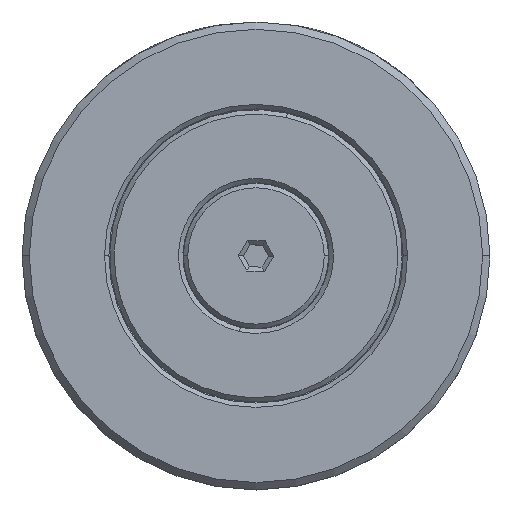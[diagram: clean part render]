
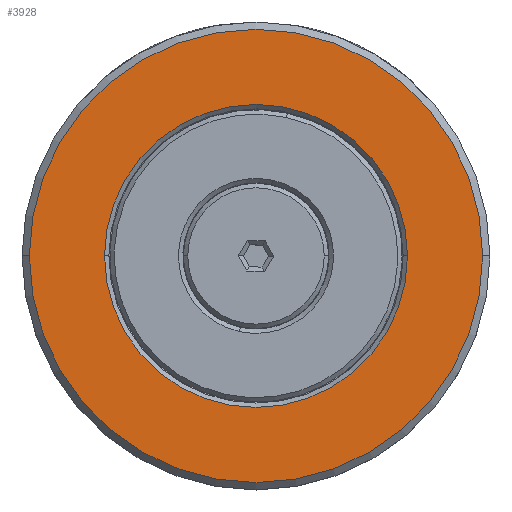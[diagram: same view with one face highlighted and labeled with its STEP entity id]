
A CAD part, top view. The second image highlights one B-rep face of the part: STEP entity #3928.
In plain terms, the highlighted planar face has unit normal (0, 0, 1).
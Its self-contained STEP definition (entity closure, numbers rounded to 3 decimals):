
#167 = CARTESIAN_POINT ( 'NONE',  ( -9.356, 5.835, 5.165 ) ) ;
#209 = AXIS2_PLACEMENT_3D ( 'NONE', #4227, #6217, #2274 ) ;
#714 = DIRECTION ( 'NONE',  ( 1., 0., 0. ) ) ;
#776 = CARTESIAN_POINT ( 'NONE',  ( 6.144, 5.835, 5.165 ) ) ;
#1127 = CARTESIAN_POINT ( 'NONE',  ( 16.504, 5.835, 5.165 ) ) ;
#1263 = CARTESIAN_POINT ( 'NONE',  ( 6.144, 5.835, 5.165 ) ) ;
#1300 = DIRECTION ( 'NONE',  ( 0., 0., 1. ) ) ;
#1511 = AXIS2_PLACEMENT_3D ( 'NONE', #4242, #1300, #6200 ) ;
#1555 = CARTESIAN_POINT ( 'NONE',  ( 21.644, 5.835, 5.165 ) ) ;
#1738 = CIRCLE ( 'NONE', #2563, 10.36 ) ;
#1982 = DIRECTION ( 'NONE',  ( 0., 0., -1. ) ) ;
#2026 = CIRCLE ( 'NONE', #3168, 10.36 ) ;
#2242 = FACE_BOUND ( 'NONE', #5426, .T. ) ;
#2274 = DIRECTION ( 'NONE',  ( 1., 0., 0. ) ) ;
#2333 = FACE_OUTER_BOUND ( 'NONE', #6094, .T. ) ;
#2563 = AXIS2_PLACEMENT_3D ( 'NONE', #4906, #1982, #6308 ) ;
#2609 = CARTESIAN_POINT ( 'NONE',  ( -4.216, 5.835, 5.165 ) ) ;
#2700 = VERTEX_POINT ( 'NONE', #1555 ) ;
#2799 = DIRECTION ( 'NONE',  ( 0., 0., -1. ) ) ;
#2862 = DIRECTION ( 'NONE',  ( 0., 0., 1. ) ) ;
#2873 = VERTEX_POINT ( 'NONE', #1127 ) ;
#2875 = ORIENTED_EDGE ( 'NONE', *, *, #5970, .T. ) ;
#3168 = AXIS2_PLACEMENT_3D ( 'NONE', #776, #2799, #714 ) ;
#3290 = VERTEX_POINT ( 'NONE', #2609 ) ;
#3405 = EDGE_CURVE ( 'NONE', #2700, #3552, #5707, .T. ) ;
#3552 = VERTEX_POINT ( 'NONE', #167 ) ;
#3744 = PLANE ( 'NONE',  #209 ) ;
#3928 = ADVANCED_FACE ( 'NONE', ( #2333, #2242 ), #3744, .T. ) ;
#3956 = CIRCLE ( 'NONE', #1511, 15.5 ) ;
#4227 = CARTESIAN_POINT ( 'NONE',  ( 6.144, -10.165, 5.165 ) ) ;
#4241 = ORIENTED_EDGE ( 'NONE', *, *, #5277, .T. ) ;
#4242 = CARTESIAN_POINT ( 'NONE',  ( 6.144, 5.835, 5.165 ) ) ;
#4565 = AXIS2_PLACEMENT_3D ( 'NONE', #1263, #2862, #6258 ) ;
#4906 = CARTESIAN_POINT ( 'NONE',  ( 6.144, 5.835, 5.165 ) ) ;
#5277 = EDGE_CURVE ( 'NONE', #3552, #2700, #3956, .T. ) ;
#5426 = EDGE_LOOP ( 'NONE', ( #2875, #5882 ) ) ;
#5676 = EDGE_CURVE ( 'NONE', #3290, #2873, #2026, .T. ) ;
#5707 = CIRCLE ( 'NONE', #4565, 15.5 ) ;
#5882 = ORIENTED_EDGE ( 'NONE', *, *, #5676, .T. ) ;
#5970 = EDGE_CURVE ( 'NONE', #2873, #3290, #1738, .T. ) ;
#5989 = ORIENTED_EDGE ( 'NONE', *, *, #3405, .T. ) ;
#6094 = EDGE_LOOP ( 'NONE', ( #4241, #5989 ) ) ;
#6200 = DIRECTION ( 'NONE',  ( 1., 0., 0. ) ) ;
#6217 = DIRECTION ( 'NONE',  ( 0., 0., 1. ) ) ;
#6258 = DIRECTION ( 'NONE',  ( 1., 0., 0. ) ) ;
#6308 = DIRECTION ( 'NONE',  ( 1., 0., 0. ) ) ;
